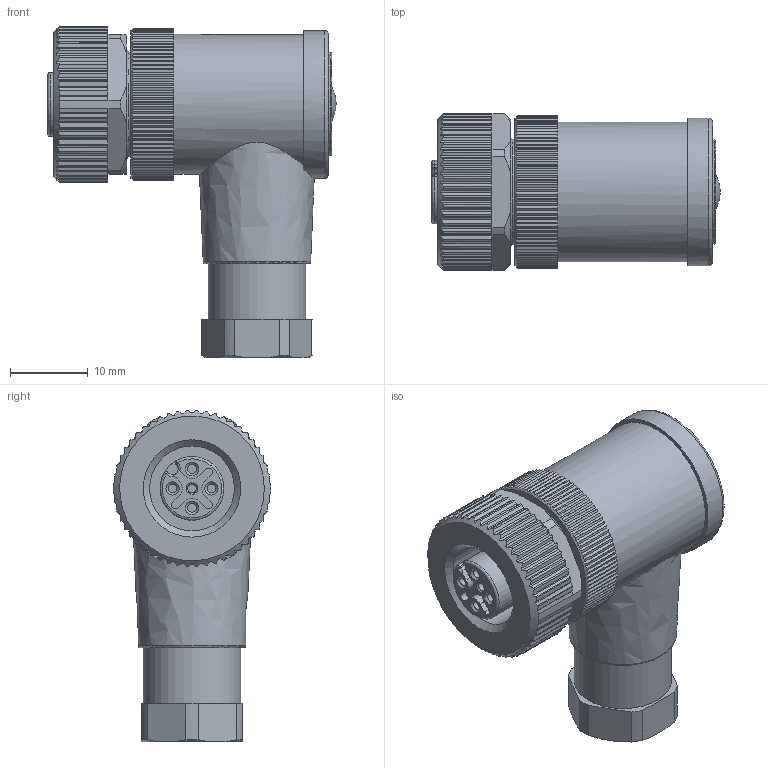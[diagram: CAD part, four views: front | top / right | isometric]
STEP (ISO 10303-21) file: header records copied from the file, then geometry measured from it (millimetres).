
FILE_DESCRIPTION(/* description */ (''),/* implementation_level */ '2;1');
FILE_NAME(/* name */ 'WWAKC5K.stp',/* time_stamp */ '2016-09-22T09:44:03+02:00',/* author */ (''),/* organization */ (''),/* preprocessor_version */ 'ST-DEVELOPER v16',/* originating_system */ 'SIEMENS PLM Software NX 10.0',/* authorisation */ '');
FILE_SCHEMA (('AUTOMOTIVE_DESIGN { 1 0 10303 214 3 1 1 1 }'));
Length unit declared in the file: millimetre
Products named in the file (1): WWAKC5K
Bounding box: 37.1 x 20.2 x 42.68 mm (x, y, z)
Volume: 12979.7 mm3; surface area: 4774.9 mm2
Topology: 1 solids, 1 shells, 623 faces, 1803 edges, 1194 vertices
Faces by surface type: plane 356, cylinder 236, cone 14, bspline 8, torus 6, sphere 3
Full cylindrical faces by diameter (mm): 1.1 x5, 2 x1, 8.2 x1, 10.917 x1, 12.5 x1, 13.5 x1, 18 x1, 19 x1
Entity records: 21794 total; most frequent: CARTESIAN_POINT 6463, ORIENTED_EDGE 3518, DIRECTION 2682, EDGE_CURVE 1759, VERTEX_POINT 1176, LINE 1050, VECTOR 1050, AXIS2_PLACEMENT_3D 816
